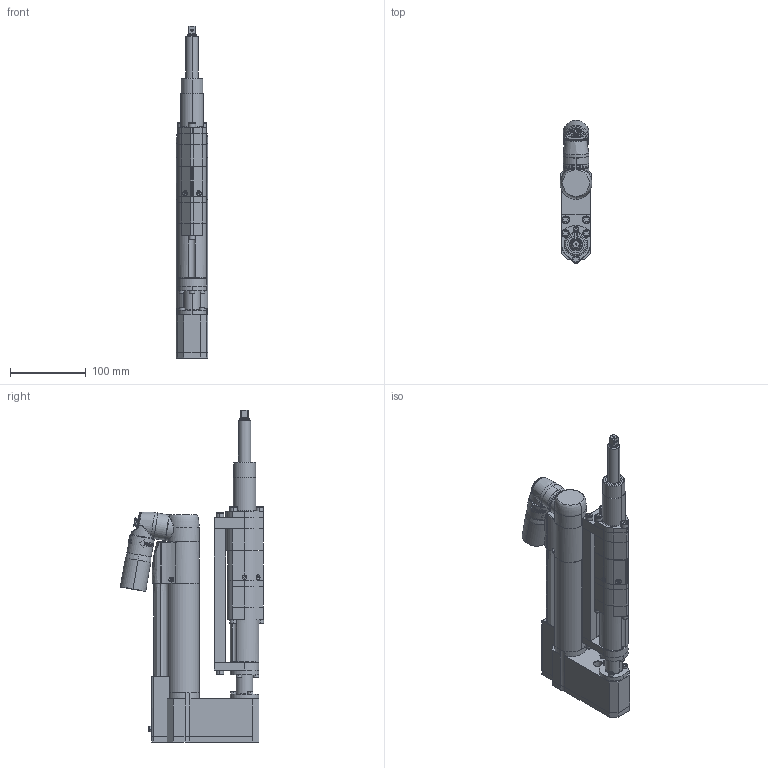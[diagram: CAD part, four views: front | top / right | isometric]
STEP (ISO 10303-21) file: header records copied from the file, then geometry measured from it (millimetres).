
FILE_DESCRIPTION((''),'2;1');
FILE_NAME('9831410131_ASM','2020-08-18T12:37:16',('Toohpn'),(''),'CREO PARAMETRIC BY PTC INC, 2018100','CREO PARAMETRIC BY PTC INC, 2018100','');
FILE_SCHEMA(('CONFIG_CONTROL_DESIGN','GEOMETRIC_VALIDATION_PROPERTIES_MIM'));
Length unit declared in the file: millimetre
Products named in the file (54): 4230260102; 4230260112_ASM; 4230262500; 0219110017; 4230262900; 4230262180_ASM; 4230263000; 4230263200; 4230263300; 4230263280_ASM; 4230263700; 4230262700; 4230263500_AF0; 0215000398; 4230264080_SPEC1_ASM; 4230261700_AF2; 4230300080_ASM; 4230301180_ASM; 4232630200; 4232630000; 0211117000; 4231291400; 0211117200; 4232629980_ASM; 4231291700; 4231291600; 4231291800; 0211124900; 0211124700; 4231328280_ASM; 4230161300; 4230218070_AF0; 4230218070_AF1; 4230265880_ASM; 0216195765; 4230199401; 0216110500; 4230060000; 4230060040; 4230060100 ...
Assembly tree (79 placements, depth 5):
  9831410131_ASM
    4230301180_ASM
      4230260112_ASM
        4230260102
      4230262180_ASM
        4230262500
        0219110017  x2
        4230262900
      4230264080_SPEC1_ASM
        4230263000
        4230263280_ASM
          4230263200
          4230263300
        4230263700
        4230262700
        4230263500_AF0
        0215000398
      4230300080_ASM
        4230261700_AF2
    4232629980_ASM
      4232630200
      4232630000
      0211117000  x3
      4231291400
      0211117200  x6
    4231328280_ASM
      4231291700
      4231291600
      4231291800
      0211124900  x2
      0211124700  x2
    4232631180_ASM
      4232629880_ASM
        4230161300
        4230265880_ASM
          4230218070_AF0
          4230218070_AF1
        0216195765  x4
        4230199401
        0216110500  x2
        4230060000  x4
        4230060040
        4230060100  x4
    4230161682_ASM
      4230161600
      0211117600
      4090034100
      0211125100  x3
    4230181800
    4232781980_ASM
      4232781900
      4230161902
      0211121500  x3
    4232630100
    0211117600  x2
Bounding box: 42 x 189.31 x 438.5 mm (x, y, z)
Volume: 725209.5 mm3; surface area: 352943.7 mm2
Topology: 66 solids, 89 shells, 3896 faces, 10297 edges, 6650 vertices
Faces by surface type: plane 1683, cylinder 1202, torus 400, cone 353, bspline 241, extrusion 7, revolution 6, sphere 4
Entity records: 144702 total; most frequent: CARTESIAN_POINT 36981, ORIENTED_EDGE 17038, DIRECTION 16074, EDGE_CURVE 8565, PRESENTATION_STYLE_ASSIGNMENT 8065, STYLED_ITEM 7936, CURVE_STYLE 7866, AXIS2_PLACEMENT_3D 6128
